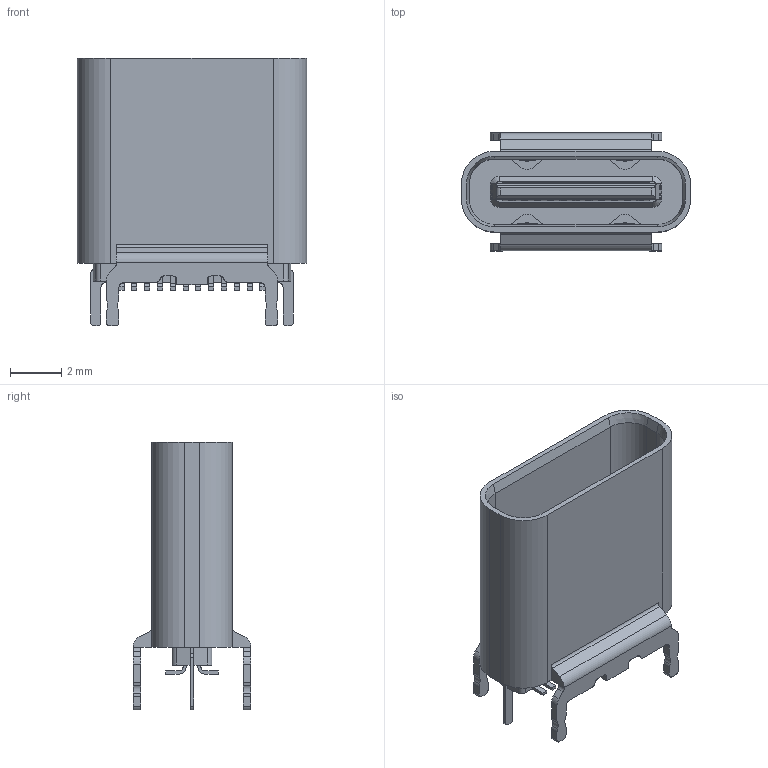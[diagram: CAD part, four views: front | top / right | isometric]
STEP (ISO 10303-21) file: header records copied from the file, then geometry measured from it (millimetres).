
FILE_DESCRIPTION(/* description */ (''),/* implementation_level */ '2;1');
FILE_NAME(/* name */ 'Molex - 2047110001.step',/* time_stamp */ '2020-05-13T18:54:02+01:00',/* author */ (''),/* organization */ (''),/* preprocessor_version */ 'ST-DEVELOPER v18.1',/* originating_system */ 'Autodesk Translation Framework v9.2.0.1227',/* authorisation */ '');
FILE_SCHEMA (('AUTOMOTIVE_DESIGN { 1 0 10303 214 3 1 1 }'));
Length unit declared in the file: millimetre
Products named in the file (1): Molex - 2047110001
Bounding box: 8.94 x 4.6 x 10.45 mm (x, y, z)
Volume: 124.8 mm3; surface area: 499.6 mm2
Topology: 1 solids, 2 shells, 698 faces, 1922 edges, 1242 vertices
Faces by surface type: plane 412, cylinder 245, bspline 16, sphere 16, cone 9
Entity records: 23184 total; most frequent: CARTESIAN_POINT 4698, ORIENTED_EDGE 3812, DIRECTION 3759, EDGE_CURVE 1906, LINE 1377, VECTOR 1377, VERTEX_POINT 1242, AXIS2_PLACEMENT_3D 1191
